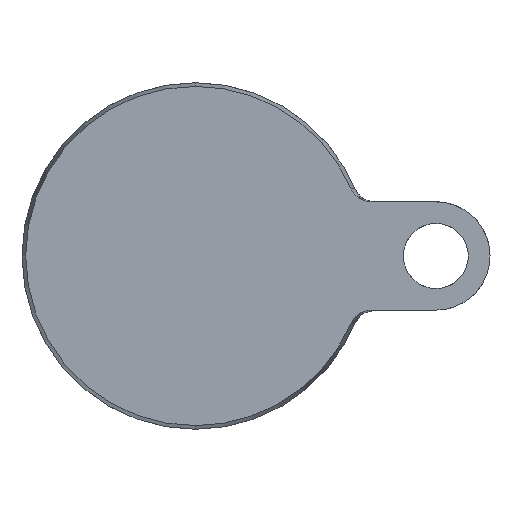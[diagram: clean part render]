
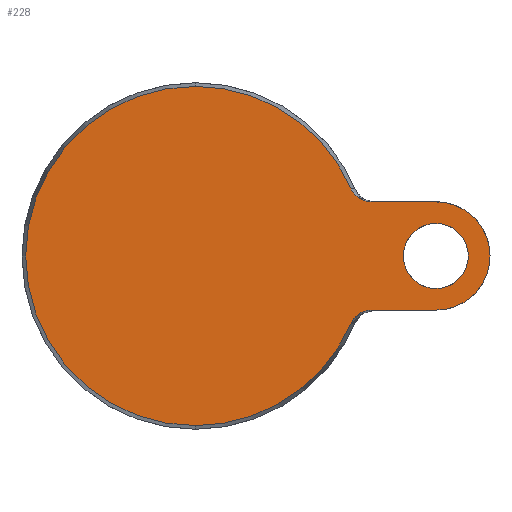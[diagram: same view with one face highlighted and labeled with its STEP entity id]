
A CAD part, front view. The second image highlights one B-rep face of the part: STEP entity #228.
In plain terms, the highlighted planar face has unit normal (0, -1, 0).
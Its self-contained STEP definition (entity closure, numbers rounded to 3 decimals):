
#11 = CARTESIAN_POINT ( 'NONE',  ( 38.008, 0., 13.187 ) ) ;
#18 = CARTESIAN_POINT ( 'NONE',  ( 40.579, 0., -12.5 ) ) ;
#37 = CARTESIAN_POINT ( 'NONE',  ( 0., 0., -39.143 ) ) ;
#51 = CARTESIAN_POINT ( 'NONE',  ( 40.579, 0., 12.5 ) ) ;
#52 = ORIENTED_EDGE ( 'NONE', *, *, #397, .T. ) ;
#71 = AXIS2_PLACEMENT_3D ( 'NONE', #558, #1436, #417 ) ;
#132 = CARTESIAN_POINT ( 'NONE',  ( 15., 0., 12.5 ) ) ;
#143 = ORIENTED_EDGE ( 'NONE', *, *, #1422, .T. ) ;
#150 = DIRECTION ( 'NONE',  ( 0., -1., 0. ) ) ;
#164 = EDGE_CURVE ( 'NONE', #474, #1302, #1215, .T. ) ;
#167 = AXIS2_PLACEMENT_3D ( 'NONE', #398, #150, #1299 ) ;
#168 = CARTESIAN_POINT ( 'NONE',  ( 39.592, 0., -12.572 ) ) ;
#179 = VERTEX_POINT ( 'NONE', #1410 ) ;
#192 = DIRECTION ( 'NONE',  ( 0., 1., 0. ) ) ;
#203 = ORIENTED_EDGE ( 'NONE', *, *, #1461, .F. ) ;
#207 = CARTESIAN_POINT ( 'NONE',  ( -39.143, 0., 0. ) ) ;
#218 = CIRCLE ( 'NONE', #1099, 7.5 ) ;
#228 = ADVANCED_FACE ( 'NONE', ( #305, #1350 ), #642, .F. ) ;
#239 = VERTEX_POINT ( 'NONE', #1452 ) ;
#269 = CARTESIAN_POINT ( 'NONE',  ( 38., 0., -13.192 ) ) ;
#281 = CARTESIAN_POINT ( 'NONE',  ( 37.591, 0., -13.458 ) ) ;
#289 = CARTESIAN_POINT ( 'NONE',  ( 38.663, 0., -12.866 ) ) ;
#296 = EDGE_CURVE ( 'NONE', #1322, #769, #1072, .T. ) ;
#305 = FACE_OUTER_BOUND ( 'NONE', #1012, .T. ) ;
#331 = CARTESIAN_POINT ( 'NONE',  ( 55.5, 0., 0. ) ) ;
#333 = ORIENTED_EDGE ( 'NONE', *, *, #813, .T. ) ;
#348 = CARTESIAN_POINT ( 'NONE',  ( 36.388, 0., 14.659 ) ) ;
#355 = CARTESIAN_POINT ( 'NONE',  ( 38.665, 0., 12.866 ) ) ;
#359 = DIRECTION ( 'NONE',  ( 1., 0., 0. ) ) ;
#360 = CARTESIAN_POINT ( 'NONE',  ( 35.928, 0., 15.535 ) ) ;
#385 = AXIS2_PLACEMENT_3D ( 'NONE', #737, #1202, #614 ) ;
#397 = EDGE_CURVE ( 'NONE', #1274, #541, #1212, .T. ) ;
#398 = CARTESIAN_POINT ( 'NONE',  ( 0., 0., 0. ) ) ;
#417 = DIRECTION ( 'NONE',  ( 0., 0., 1. ) ) ;
#427 = AXIS2_PLACEMENT_3D ( 'NONE', #331, #781, #1236 ) ;
#437 = VERTEX_POINT ( 'NONE', #18 ) ;
#460 = EDGE_CURVE ( 'NONE', #541, #983, #480, .T. ) ;
#465 = CARTESIAN_POINT ( 'NONE',  ( 39.603, 0., 12.57 ) ) ;
#472 = CARTESIAN_POINT ( 'NONE',  ( 36.124, 0., 15.081 ) ) ;
#474 = VERTEX_POINT ( 'NONE', #37 ) ;
#480 = CIRCLE ( 'NONE', #167, 39.143 ) ;
#497 = CARTESIAN_POINT ( 'NONE',  ( 35.928, 0., 15.535 ) ) ;
#513 = CARTESIAN_POINT ( 'NONE',  ( 35.928, 0., -15.535 ) ) ;
#515 = CARTESIAN_POINT ( 'NONE',  ( 55.5, 0., 12.5 ) ) ;
#528 = DIRECTION ( 'NONE',  ( 0., 0., -1. ) ) ;
#536 = EDGE_CURVE ( 'NONE', #1302, #437, #1015, .T. ) ;
#541 = VERTEX_POINT ( 'NONE', #497 ) ;
#558 = CARTESIAN_POINT ( 'NONE',  ( 55.5, 0., 0. ) ) ;
#564 = CARTESIAN_POINT ( 'NONE',  ( 55.5, 0., 0. ) ) ;
#565 = LINE ( 'NONE', #132, #1271 ) ;
#566 = CARTESIAN_POINT ( 'NONE',  ( 40.579, 0., 12.5 ) ) ;
#569 = EDGE_LOOP ( 'NONE', ( #143, #333 ) ) ;
#585 = CARTESIAN_POINT ( 'NONE',  ( 37.598, 0., 13.453 ) ) ;
#598 = AXIS2_PLACEMENT_3D ( 'NONE', #207, #192, #1111 ) ;
#614 = DIRECTION ( 'NONE',  ( 0., 0., -1. ) ) ;
#630 = CARTESIAN_POINT ( 'NONE',  ( 40.085, 0., -12.5 ) ) ;
#633 = ORIENTED_EDGE ( 'NONE', *, *, #164, .T. ) ;
#642 = PLANE ( 'NONE',  #598 ) ;
#666 = ORIENTED_EDGE ( 'NONE', *, *, #296, .F. ) ;
#701 = CIRCLE ( 'NONE', #71, 7.5 ) ;
#716 = CARTESIAN_POINT ( 'NONE',  ( 38.218, 0., -13.072 ) ) ;
#737 = CARTESIAN_POINT ( 'NONE',  ( 0., 0., 0. ) ) ;
#765 = AXIS2_PLACEMENT_3D ( 'NONE', #1349, #986, #528 ) ;
#769 = VERTEX_POINT ( 'NONE', #1157 ) ;
#781 = DIRECTION ( 'NONE',  ( 0., 1., 0. ) ) ;
#813 = EDGE_CURVE ( 'NONE', #239, #179, #218, .T. ) ;
#829 = CARTESIAN_POINT ( 'NONE',  ( 36.124, 0., -15.081 ) ) ;
#870 = EDGE_CURVE ( 'NONE', #769, #437, #1414, .T. ) ;
#900 = CARTESIAN_POINT ( 'NONE',  ( 37.032, 0., 13.927 ) ) ;
#926 = DIRECTION ( 'NONE',  ( 0., 1., 0. ) ) ;
#983 = VERTEX_POINT ( 'NONE', #1426 ) ;
#986 = DIRECTION ( 'NONE',  ( 0., -1., 0. ) ) ;
#1012 = EDGE_LOOP ( 'NONE', ( #203, #52, #1281, #1362, #633, #1106, #1351, #666 ) ) ;
#1015 = B_SPLINE_CURVE_WITH_KNOTS ( 'NONE', 3,
 ( #513, #829, #1416, #1201, #1291, #1305, #281, #269, #716, #289, #1192, #168, #630, #1080 ),
 .UNSPECIFIED., .F., .F.,
 ( 4, 2, 2, 2, 2, 2, 4 ),
 ( 0., 0.001, 0.002, 0.003, 0.004, 0.004, 0.006 ),
 .UNSPECIFIED. ) ;
#1017 = CARTESIAN_POINT ( 'NONE',  ( 40.085, 0., 12.5 ) ) ;
#1040 = DIRECTION ( 'NONE',  ( 0., 0., 1. ) ) ;
#1050 = CARTESIAN_POINT ( 'NONE',  ( 38.221, 0., 13.07 ) ) ;
#1072 = CIRCLE ( 'NONE', #427, 12.5 ) ;
#1080 = CARTESIAN_POINT ( 'NONE',  ( 40.579, 0., -12.5 ) ) ;
#1099 = AXIS2_PLACEMENT_3D ( 'NONE', #564, #926, #1040 ) ;
#1106 = ORIENTED_EDGE ( 'NONE', *, *, #536, .T. ) ;
#1111 = DIRECTION ( 'NONE',  ( 0., 0., 1. ) ) ;
#1125 = VECTOR ( 'NONE', #1191, 1000. ) ;
#1157 = CARTESIAN_POINT ( 'NONE',  ( 55.5, 0., -12.5 ) ) ;
#1191 = DIRECTION ( 'NONE',  ( -1., 0., 0. ) ) ;
#1192 = CARTESIAN_POINT ( 'NONE',  ( 38.891, 0., -12.781 ) ) ;
#1201 = CARTESIAN_POINT ( 'NONE',  ( 36.857, 0., -14.106 ) ) ;
#1202 = DIRECTION ( 'NONE',  ( 0., -1., 0. ) ) ;
#1212 = B_SPLINE_CURVE_WITH_KNOTS ( 'NONE', 3,
 ( #566, #1017, #465, #1273, #355, #1050, #11, #585, #1367, #900, #1477, #348, #472, #360 ),
 .UNSPECIFIED., .F., .F.,
 ( 4, 2, 2, 2, 2, 2, 4 ),
 ( 0., 0.001, 0.002, 0.003, 0.004, 0.004, 0.006 ),
 .UNSPECIFIED. ) ;
#1215 = CIRCLE ( 'NONE', #385, 39.143 ) ;
#1236 = DIRECTION ( 'NONE',  ( 0., 0., -1. ) ) ;
#1271 = VECTOR ( 'NONE', #359, 1000. ) ;
#1273 = CARTESIAN_POINT ( 'NONE',  ( 38.897, 0., 12.778 ) ) ;
#1274 = VERTEX_POINT ( 'NONE', #51 ) ;
#1281 = ORIENTED_EDGE ( 'NONE', *, *, #460, .T. ) ;
#1291 = CARTESIAN_POINT ( 'NONE',  ( 37.031, 0., -13.929 ) ) ;
#1299 = DIRECTION ( 'NONE',  ( 0., 0., -1. ) ) ;
#1301 = CARTESIAN_POINT ( 'NONE',  ( 35.928, 0., -15.535 ) ) ;
#1302 = VERTEX_POINT ( 'NONE', #1301 ) ;
#1303 = CARTESIAN_POINT ( 'NONE',  ( 15., 0., -12.5 ) ) ;
#1305 = CARTESIAN_POINT ( 'NONE',  ( 37.397, 0., -13.606 ) ) ;
#1322 = VERTEX_POINT ( 'NONE', #515 ) ;
#1338 = CIRCLE ( 'NONE', #765, 39.143 ) ;
#1349 = CARTESIAN_POINT ( 'NONE',  ( 0., 0., 0. ) ) ;
#1350 = FACE_BOUND ( 'NONE', #569, .T. ) ;
#1351 = ORIENTED_EDGE ( 'NONE', *, *, #870, .F. ) ;
#1362 = ORIENTED_EDGE ( 'NONE', *, *, #1404, .T. ) ;
#1367 = CARTESIAN_POINT ( 'NONE',  ( 37.4, 0., 13.603 ) ) ;
#1404 = EDGE_CURVE ( 'NONE', #983, #474, #1338, .T. ) ;
#1410 = CARTESIAN_POINT ( 'NONE',  ( 55.5, 0., -7.5 ) ) ;
#1414 = LINE ( 'NONE', #1303, #1125 ) ;
#1416 = CARTESIAN_POINT ( 'NONE',  ( 36.381, 0., -14.668 ) ) ;
#1422 = EDGE_CURVE ( 'NONE', #179, #239, #701, .T. ) ;
#1426 = CARTESIAN_POINT ( 'NONE',  ( 0., 0., 39.143 ) ) ;
#1436 = DIRECTION ( 'NONE',  ( 0., 1., 0. ) ) ;
#1452 = CARTESIAN_POINT ( 'NONE',  ( 55.5, 0., 7.5 ) ) ;
#1461 = EDGE_CURVE ( 'NONE', #1274, #1322, #565, .T. ) ;
#1477 = CARTESIAN_POINT ( 'NONE',  ( 36.861, 0., 14.101 ) ) ;
